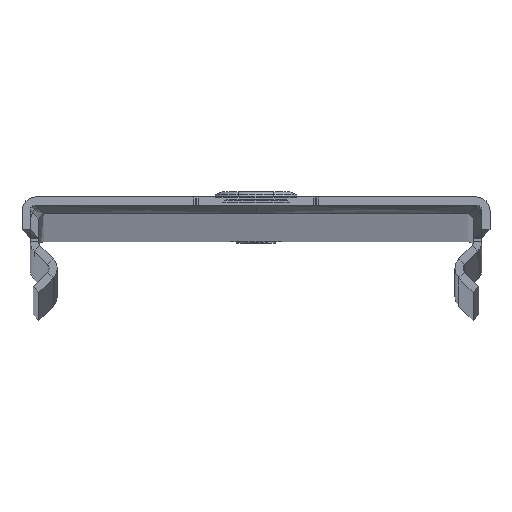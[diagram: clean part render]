
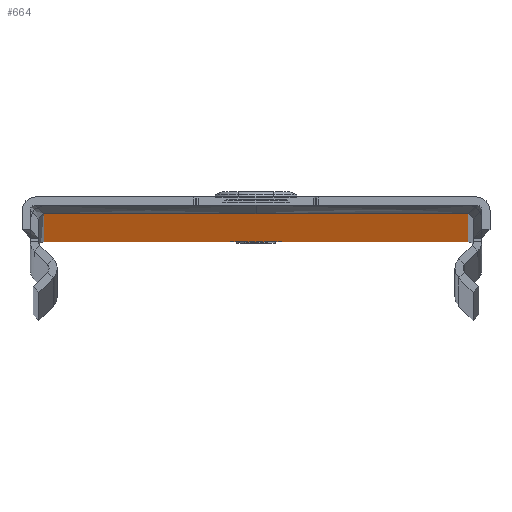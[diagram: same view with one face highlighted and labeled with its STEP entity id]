
A CAD part, top view. The second image highlights one B-rep face of the part: STEP entity #664.
In plain terms, the highlighted planar face has unit normal (0, -1, 0).
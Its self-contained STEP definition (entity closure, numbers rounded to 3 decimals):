
#131 = VECTOR ( 'NONE', #2176, 1000. ) ;
#133 = LINE ( 'NONE', #3064, #131 ) ;
#224 = CARTESIAN_POINT ( 'NONE',  ( 10.5, 0., -2968.5 ) ) ;
#250 = EDGE_CURVE ( 'NONE', #5753, #1915, #5312, .T. ) ;
#352 = EDGE_CURVE ( 'NONE', #7829, #6361, #5199, .T. ) ;
#406 = EDGE_CURVE ( 'NONE', #4846, #5905, #5104, .T. ) ;
#467 = CARTESIAN_POINT ( 'NONE',  ( 40., 0., -2968.5 ) ) ;
#622 = DIRECTION ( 'NONE',  ( -1., 0., 0. ) ) ;
#664 = ADVANCED_FACE ( 'NONE', ( #4775, #4751 ), #7668, .T. ) ;
#697 = DIRECTION ( 'NONE',  ( 1., 0., 0. ) ) ;
#752 = CIRCLE ( 'NONE', #3153, 0.5 ) ;
#973 = DIRECTION ( 'NONE',  ( 0., 1., 0. ) ) ;
#1021 = VECTOR ( 'NONE', #2274, 1000. ) ;
#1053 = LINE ( 'NONE', #2601, #1021 ) ;
#1185 = VECTOR ( 'NONE', #5236, 1000. ) ;
#1196 = LINE ( 'NONE', #5578, #1185 ) ;
#1250 = AXIS2_PLACEMENT_3D ( 'NONE', #7741, #7791, #7802 ) ;
#1275 = EDGE_CURVE ( 'NONE', #3752, #7829, #3647, .T. ) ;
#1355 = VECTOR ( 'NONE', #3785, 1000. ) ;
#1374 = EDGE_CURVE ( 'NONE', #4575, #5494, #3498, .T. ) ;
#1379 = VECTOR ( 'NONE', #2033, 1000. ) ;
#1381 = LINE ( 'NONE', #467, #1379 ) ;
#1462 = LINE ( 'NONE', #2122, #1355 ) ;
#1563 = EDGE_CURVE ( 'NONE', #6732, #6632, #3181, .T. ) ;
#1574 = CARTESIAN_POINT ( 'NONE',  ( 11.414, 0., -2969. ) ) ;
#1661 = CIRCLE ( 'NONE', #4070, 7.3 ) ;
#1807 = LINE ( 'NONE', #7128, #7820 ) ;
#1915 = VERTEX_POINT ( 'NONE', #1574 ) ;
#1945 = CARTESIAN_POINT ( 'NONE',  ( 40., 0., -2969. ) ) ;
#1952 = VECTOR ( 'NONE', #697, 1000. ) ;
#2012 = LINE ( 'NONE', #1945, #1952 ) ;
#2033 = DIRECTION ( 'NONE',  ( 1., 0., 0. ) ) ;
#2043 = AXIS2_PLACEMENT_3D ( 'NONE', #2078, #973, #622 ) ;
#2078 = CARTESIAN_POINT ( 'NONE',  ( 0., 0., -2955. ) ) ;
#2116 = DIRECTION ( 'NONE',  ( 0., 0., 1. ) ) ;
#2122 = CARTESIAN_POINT ( 'NONE',  ( 39., 0., -2969. ) ) ;
#2135 = VERTEX_POINT ( 'NONE', #3809 ) ;
#2147 = DIRECTION ( 'NONE',  ( 0., 1., 0. ) ) ;
#2175 = CARTESIAN_POINT ( 'NONE',  ( -10.5, 0., -2969. ) ) ;
#2176 = DIRECTION ( 'NONE',  ( 1., 0., 0. ) ) ;
#2274 = DIRECTION ( 'NONE',  ( 0.707, 0., 0.707 ) ) ;
#2337 = CARTESIAN_POINT ( 'NONE',  ( 7.3, 0., -2955. ) ) ;
#2508 = VERTEX_POINT ( 'NONE', #2610 ) ;
#2576 = CARTESIAN_POINT ( 'NONE',  ( 11.414, 0., -2968.5 ) ) ;
#2583 = DIRECTION ( 'NONE',  ( 0., -1., 0. ) ) ;
#2584 = EDGE_CURVE ( 'NONE', #1915, #2135, #2012, .T. ) ;
#2591 = DIRECTION ( 'NONE',  ( 0., 0., -1. ) ) ;
#2601 = CARTESIAN_POINT ( 'NONE',  ( -11.207, 0., -2969. ) ) ;
#2610 = CARTESIAN_POINT ( 'NONE',  ( 39., 0., 0. ) ) ;
#2615 = CARTESIAN_POINT ( 'NONE',  ( 10.854, 0., -2968.646 ) ) ;
#2992 = CARTESIAN_POINT ( 'NONE',  ( -10.5, 0., -2968.5 ) ) ;
#3064 = CARTESIAN_POINT ( 'NONE',  ( -39., 0., 0. ) ) ;
#3108 = CARTESIAN_POINT ( 'NONE',  ( -11.414, 0., -2968.5 ) ) ;
#3118 = DIRECTION ( 'NONE',  ( 0., -1., 0. ) ) ;
#3139 = DIRECTION ( 'NONE',  ( 0., 0., -1. ) ) ;
#3153 = AXIS2_PLACEMENT_3D ( 'NONE', #2175, #2147, #2116 ) ;
#3163 = VECTOR ( 'NONE', #6794, 1000. ) ;
#3181 = LINE ( 'NONE', #6442, #3163 ) ;
#3250 = EDGE_CURVE ( 'NONE', #5494, #4575, #1661, .T. ) ;
#3393 = CARTESIAN_POINT ( 'NONE',  ( 10.5, 0., -2969. ) ) ;
#3401 = DIRECTION ( 'NONE',  ( 0., 1., 0. ) ) ;
#3420 = DIRECTION ( 'NONE',  ( 0., 0., 1. ) ) ;
#3498 = CIRCLE ( 'NONE', #2043, 7.3 ) ;
#3647 = LINE ( 'NONE', #6340, #3682 ) ;
#3682 = VECTOR ( 'NONE', #6904, 1000. ) ;
#3703 = CARTESIAN_POINT ( 'NONE',  ( -39., 0., 0. ) ) ;
#3752 = VERTEX_POINT ( 'NONE', #4439 ) ;
#3753 = EDGE_CURVE ( 'NONE', #6820, #4846, #1381, .T. ) ;
#3785 = DIRECTION ( 'NONE',  ( 0., 0., 1. ) ) ;
#3795 = EDGE_CURVE ( 'NONE', #2135, #2508, #1462, .T. ) ;
#3809 = CARTESIAN_POINT ( 'NONE',  ( 39., 0., -2969. ) ) ;
#3992 = CARTESIAN_POINT ( 'NONE',  ( 11.061, 0., -2968.854 ) ) ;
#4070 = AXIS2_PLACEMENT_3D ( 'NONE', #6483, #6512, #5814 ) ;
#4251 = AXIS2_PLACEMENT_3D ( 'NONE', #3393, #3401, #3420 ) ;
#4280 = EDGE_CURVE ( 'NONE', #5905, #5753, #1196, .T. ) ;
#4288 = AXIS2_PLACEMENT_3D ( 'NONE', #3108, #3118, #3139 ) ;
#4439 = CARTESIAN_POINT ( 'NONE',  ( -39., 0., -2969. ) ) ;
#4550 = EDGE_CURVE ( 'NONE', #6361, #6465, #1053, .T. ) ;
#4558 = AXIS2_PLACEMENT_3D ( 'NONE', #2576, #2583, #2591 ) ;
#4575 = VERTEX_POINT ( 'NONE', #2337 ) ;
#4751 = FACE_OUTER_BOUND ( 'NONE', #6787, .T. ) ;
#4775 = FACE_BOUND ( 'NONE', #6626, .T. ) ;
#4812 = CARTESIAN_POINT ( 'NONE',  ( 0., 0., 0. ) ) ;
#4846 = VERTEX_POINT ( 'NONE', #224 ) ;
#5040 = EDGE_CURVE ( 'NONE', #6465, #6820, #752, .T. ) ;
#5104 = CIRCLE ( 'NONE', #4251, 0.5 ) ;
#5199 = CIRCLE ( 'NONE', #4288, 0.5 ) ;
#5236 = DIRECTION ( 'NONE',  ( 0.707, 0., -0.707 ) ) ;
#5312 = CIRCLE ( 'NONE', #4558, 0.5 ) ;
#5494 = VERTEX_POINT ( 'NONE', #6954 ) ;
#5578 = CARTESIAN_POINT ( 'NONE',  ( 11.207, 0., -2969. ) ) ;
#5720 = CARTESIAN_POINT ( 'NONE',  ( -10.854, 0., -2968.646 ) ) ;
#5753 = VERTEX_POINT ( 'NONE', #3992 ) ;
#5814 = DIRECTION ( 'NONE',  ( -1., 0., 0. ) ) ;
#5905 = VERTEX_POINT ( 'NONE', #2615 ) ;
#5912 = EDGE_CURVE ( 'NONE', #6632, #2508, #133, .T. ) ;
#6050 = CARTESIAN_POINT ( 'NONE',  ( -11.061, 0., -2968.854 ) ) ;
#6101 = DIRECTION ( 'NONE',  ( 0., 0., 1. ) ) ;
#6306 = CARTESIAN_POINT ( 'NONE',  ( -11.414, 0., -2969. ) ) ;
#6340 = CARTESIAN_POINT ( 'NONE',  ( 40., 0., -2969. ) ) ;
#6361 = VERTEX_POINT ( 'NONE', #6050 ) ;
#6442 = CARTESIAN_POINT ( 'NONE',  ( 40., 0., 0. ) ) ;
#6465 = VERTEX_POINT ( 'NONE', #5720 ) ;
#6483 = CARTESIAN_POINT ( 'NONE',  ( 0., 0., -2955. ) ) ;
#6512 = DIRECTION ( 'NONE',  ( 0., 1., 0. ) ) ;
#6626 = EDGE_LOOP ( 'NONE', ( #7456, #7420 ) ) ;
#6632 = VERTEX_POINT ( 'NONE', #4812 ) ;
#6732 = VERTEX_POINT ( 'NONE', #3703 ) ;
#6787 = EDGE_LOOP ( 'NONE', ( #7365, #7318, #7284, #7263, #7242, #7226, #7193, #7183, #7148, #7132, #7076, #7052, #7031 ) ) ;
#6794 = DIRECTION ( 'NONE',  ( 1., 0., 0. ) ) ;
#6820 = VERTEX_POINT ( 'NONE', #2992 ) ;
#6904 = DIRECTION ( 'NONE',  ( 1., 0., 0. ) ) ;
#6954 = CARTESIAN_POINT ( 'NONE',  ( -7.3, 0., -2955. ) ) ;
#7031 = ORIENTED_EDGE ( 'NONE', *, *, #406, .T. ) ;
#7052 = ORIENTED_EDGE ( 'NONE', *, *, #3753, .T. ) ;
#7076 = ORIENTED_EDGE ( 'NONE', *, *, #5040, .T. ) ;
#7128 = CARTESIAN_POINT ( 'NONE',  ( -39., 0., -2969. ) ) ;
#7132 = ORIENTED_EDGE ( 'NONE', *, *, #4550, .T. ) ;
#7148 = ORIENTED_EDGE ( 'NONE', *, *, #352, .T. ) ;
#7183 = ORIENTED_EDGE ( 'NONE', *, *, #1275, .T. ) ;
#7193 = ORIENTED_EDGE ( 'NONE', *, *, #7476, .F. ) ;
#7226 = ORIENTED_EDGE ( 'NONE', *, *, #1563, .F. ) ;
#7242 = ORIENTED_EDGE ( 'NONE', *, *, #5912, .F. ) ;
#7263 = ORIENTED_EDGE ( 'NONE', *, *, #3795, .T. ) ;
#7284 = ORIENTED_EDGE ( 'NONE', *, *, #2584, .T. ) ;
#7318 = ORIENTED_EDGE ( 'NONE', *, *, #250, .T. ) ;
#7365 = ORIENTED_EDGE ( 'NONE', *, *, #4280, .T. ) ;
#7420 = ORIENTED_EDGE ( 'NONE', *, *, #1374, .T. ) ;
#7456 = ORIENTED_EDGE ( 'NONE', *, *, #3250, .T. ) ;
#7476 = EDGE_CURVE ( 'NONE', #3752, #6732, #1807, .T. ) ;
#7668 = PLANE ( 'NONE',  #1250 ) ;
#7741 = CARTESIAN_POINT ( 'NONE',  ( 40., 0., -2969. ) ) ;
#7791 = DIRECTION ( 'NONE',  ( 0., -1., 0. ) ) ;
#7802 = DIRECTION ( 'NONE',  ( 0., 0., -1. ) ) ;
#7820 = VECTOR ( 'NONE', #6101, 1000. ) ;
#7829 = VERTEX_POINT ( 'NONE', #6306 ) ;
